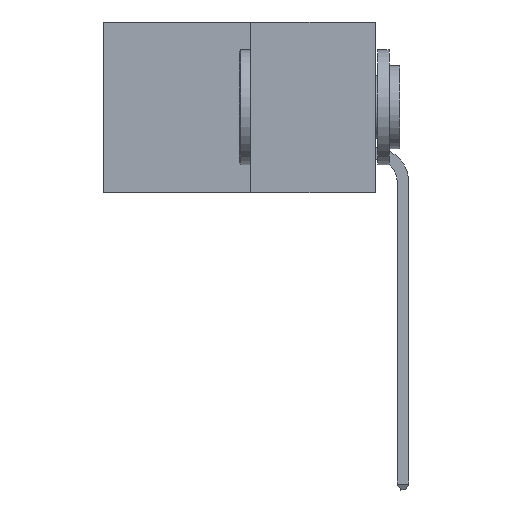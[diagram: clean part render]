
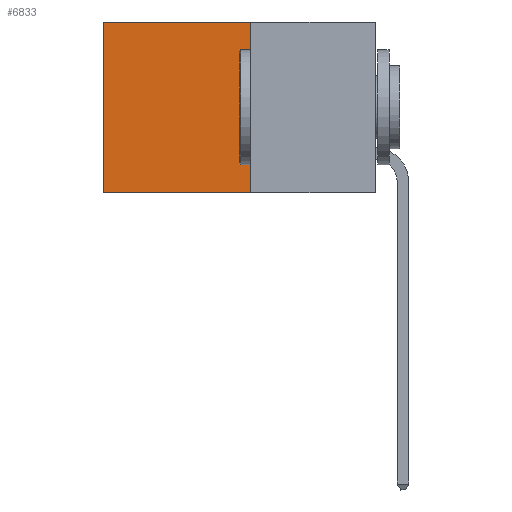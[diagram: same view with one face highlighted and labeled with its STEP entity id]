
A CAD part, left-side view. The second image highlights one B-rep face of the part: STEP entity #6833.
In plain terms, the highlighted planar face has unit normal (-1, 0, 0).
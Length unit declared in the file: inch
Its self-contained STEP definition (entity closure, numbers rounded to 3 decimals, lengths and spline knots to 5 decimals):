
#88 = DIRECTION ( 'NONE',  ( 0., 0., -1. ) ) ;
#155 = DIRECTION ( 'NONE',  ( 1., 0., 0. ) ) ;
#166 = DIRECTION ( 'NONE',  ( 0., 1., 0. ) ) ;
#240 = PLANE ( 'NONE',  #7498 ) ;
#263 = EDGE_LOOP ( 'NONE', ( #967, #330, #5583, #6890 ) ) ;
#270 = CARTESIAN_POINT ( 'NONE',  ( 0.277, 0.27, -0.37 ) ) ;
#330 = ORIENTED_EDGE ( 'NONE', *, *, #7709, .F. ) ;
#418 = LINE ( 'NONE', #1356, #2178 ) ;
#742 = CARTESIAN_POINT ( 'NONE',  ( 0.277, 0.59, -0.37 ) ) ;
#811 = LINE ( 'NONE', #8655, #7022 ) ;
#967 = ORIENTED_EDGE ( 'NONE', *, *, #3983, .T. ) ;
#1082 = VERTEX_POINT ( 'NONE', #8664 ) ;
#1097 = VERTEX_POINT ( 'NONE', #9391 ) ;
#1234 = DIRECTION ( 'NONE',  ( 0., 1., 0. ) ) ;
#1356 = CARTESIAN_POINT ( 'NONE',  ( 0.277, 0.27, -0.37 ) ) ;
#2178 = VECTOR ( 'NONE', #1234, 39.37008 ) ;
#2651 = CARTESIAN_POINT ( 'NONE',  ( 0.277, 0.27, 0. ) ) ;
#3038 = CARTESIAN_POINT ( 'NONE',  ( 0.277, 0.27, -0.37 ) ) ;
#3506 = VECTOR ( 'NONE', #10076, 39.37008 ) ;
#3983 = EDGE_CURVE ( 'NONE', #1082, #6405, #5856, .T. ) ;
#4597 = FACE_OUTER_BOUND ( 'NONE', #263, .T. ) ;
#5583 = ORIENTED_EDGE ( 'NONE', *, *, #7024, .F. ) ;
#5856 = LINE ( 'NONE', #7705, #3506 ) ;
#6405 = VERTEX_POINT ( 'NONE', #742 ) ;
#6735 = VERTEX_POINT ( 'NONE', #3038 ) ;
#6833 = ADVANCED_FACE ( 'NONE', ( #4597 ), #240, .F. ) ;
#6890 = ORIENTED_EDGE ( 'NONE', *, *, #8178, .T. ) ;
#7022 = VECTOR ( 'NONE', #8788, 39.37008 ) ;
#7024 = EDGE_CURVE ( 'NONE', #1097, #6735, #811, .T. ) ;
#7498 = AXIS2_PLACEMENT_3D ( 'NONE', #270, #155, #88 ) ;
#7705 = CARTESIAN_POINT ( 'NONE',  ( 0.277, 0.59, -0.37 ) ) ;
#7708 = VECTOR ( 'NONE', #166, 39.37008 ) ;
#7709 = EDGE_CURVE ( 'NONE', #6735, #6405, #418, .T. ) ;
#8178 = EDGE_CURVE ( 'NONE', #1097, #1082, #9639, .T. ) ;
#8655 = CARTESIAN_POINT ( 'NONE',  ( 0.277, 0.27, -0.37 ) ) ;
#8664 = CARTESIAN_POINT ( 'NONE',  ( 0.277, 0.59, 0. ) ) ;
#8788 = DIRECTION ( 'NONE',  ( 0., 0., -1. ) ) ;
#9391 = CARTESIAN_POINT ( 'NONE',  ( 0.277, 0.27, 0. ) ) ;
#9639 = LINE ( 'NONE', #2651, #7708 ) ;
#10076 = DIRECTION ( 'NONE',  ( 0., 0., -1. ) ) ;
